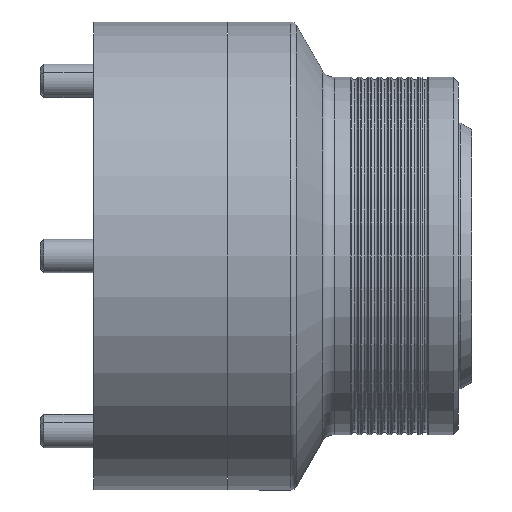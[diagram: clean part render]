
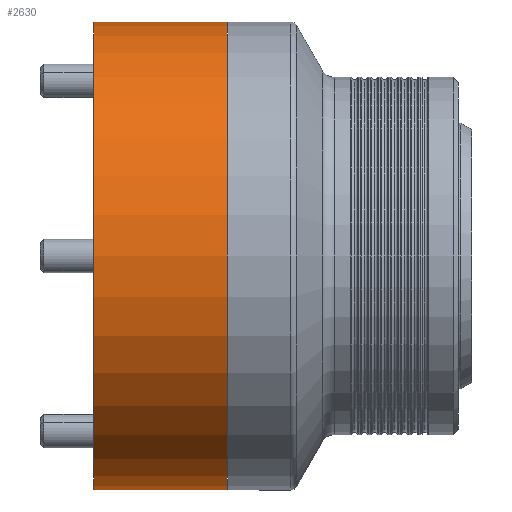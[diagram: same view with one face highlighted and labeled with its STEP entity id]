
A CAD part, front view. The second image highlights one B-rep face of the part: STEP entity #2630.
In plain terms, the highlighted cylindrical face has radius 70 mm (diameter 140 mm), a partial arc.
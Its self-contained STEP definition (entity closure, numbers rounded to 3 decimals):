
#311 = DIRECTION ( 'NONE',  ( -1., 0., 0. ) ) ;
#724 = VERTEX_POINT ( 'NONE', #1965 ) ;
#1331 = CARTESIAN_POINT ( 'NONE',  ( 0., 0., -70. ) ) ;
#1505 = ORIENTED_EDGE ( 'NONE', *, *, #5791, .T. ) ;
#1688 = VECTOR ( 'NONE', #1983, 1000. ) ;
#1802 = VERTEX_POINT ( 'NONE', #1331 ) ;
#1831 = CIRCLE ( 'NONE', #2228, 70. ) ;
#1965 = CARTESIAN_POINT ( 'NONE',  ( 0., 0., 70. ) ) ;
#1983 = DIRECTION ( 'NONE',  ( -1., 0., 0. ) ) ;
#2228 = AXIS2_PLACEMENT_3D ( 'NONE', #9203, #311, #3964 ) ;
#2630 = ADVANCED_FACE ( 'NONE', ( #8024 ), #5270, .T. ) ;
#2641 = LINE ( 'NONE', #10353, #6983 ) ;
#2866 = CARTESIAN_POINT ( 'NONE',  ( 0., 0., 0. ) ) ;
#3170 = ORIENTED_EDGE ( 'NONE', *, *, #6385, .F. ) ;
#3235 = CIRCLE ( 'NONE', #7564, 70. ) ;
#3399 = ORIENTED_EDGE ( 'NONE', *, *, #7461, .F. ) ;
#3413 = DIRECTION ( 'NONE',  ( -1., 0., 0. ) ) ;
#3458 = DIRECTION ( 'NONE',  ( 0., 0., 1. ) ) ;
#3964 = DIRECTION ( 'NONE',  ( 0., 0., 1. ) ) ;
#4900 = EDGE_CURVE ( 'NONE', #8027, #10556, #1831, .T. ) ;
#5201 = CARTESIAN_POINT ( 'NONE',  ( -10.882, 0., 0. ) ) ;
#5270 = CYLINDRICAL_SURFACE ( 'NONE', #11432, 70. ) ;
#5452 = ORIENTED_EDGE ( 'NONE', *, *, #4900, .T. ) ;
#5791 = EDGE_CURVE ( 'NONE', #10556, #724, #2641, .T. ) ;
#6385 = EDGE_CURVE ( 'NONE', #8027, #1802, #7351, .T. ) ;
#6983 = VECTOR ( 'NONE', #10245, 1000. ) ;
#7099 = CARTESIAN_POINT ( 'NONE',  ( 39.8, 0., -70. ) ) ;
#7351 = LINE ( 'NONE', #10068, #1688 ) ;
#7363 = DIRECTION ( 'NONE',  ( -1., 0., 0. ) ) ;
#7461 = EDGE_CURVE ( 'NONE', #1802, #724, #3235, .T. ) ;
#7564 = AXIS2_PLACEMENT_3D ( 'NONE', #2866, #7363, #10032 ) ;
#8024 = FACE_OUTER_BOUND ( 'NONE', #10292, .T. ) ;
#8027 = VERTEX_POINT ( 'NONE', #7099 ) ;
#9203 = CARTESIAN_POINT ( 'NONE',  ( 39.8, 0., 0. ) ) ;
#9548 = CARTESIAN_POINT ( 'NONE',  ( 39.8, 0., 70. ) ) ;
#10032 = DIRECTION ( 'NONE',  ( 0., 0., 1. ) ) ;
#10068 = CARTESIAN_POINT ( 'NONE',  ( -10.882, 0., -70. ) ) ;
#10245 = DIRECTION ( 'NONE',  ( -1., 0., 0. ) ) ;
#10292 = EDGE_LOOP ( 'NONE', ( #3170, #5452, #1505, #3399 ) ) ;
#10353 = CARTESIAN_POINT ( 'NONE',  ( -10.882, 0., 70. ) ) ;
#10556 = VERTEX_POINT ( 'NONE', #9548 ) ;
#11432 = AXIS2_PLACEMENT_3D ( 'NONE', #5201, #3413, #3458 ) ;
